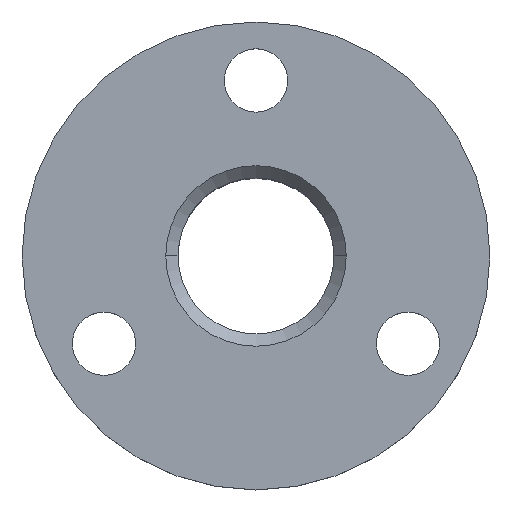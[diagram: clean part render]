
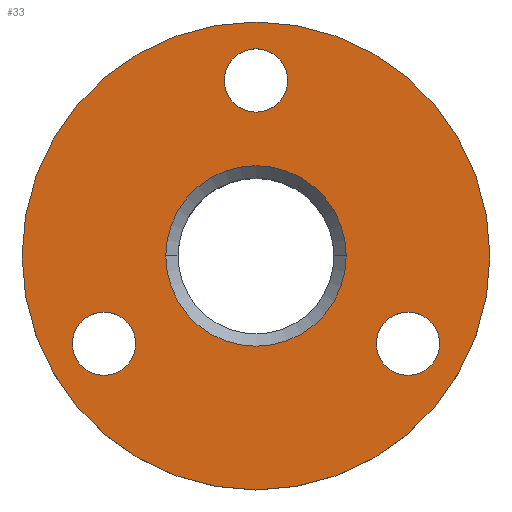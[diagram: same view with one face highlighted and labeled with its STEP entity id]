
A CAD part, top view. The second image highlights one B-rep face of the part: STEP entity #33.
In plain terms, the highlighted planar face has unit normal (0, 0, 1).
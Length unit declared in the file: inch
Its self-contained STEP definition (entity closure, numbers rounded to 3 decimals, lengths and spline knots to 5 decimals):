
#3 = CIRCLE ( 'NONE', #115, 0.10157 ) ;
#5 = CARTESIAN_POINT ( 'NONE',  ( -0.10177, 0.5627, 0.18898 ) ) ;
#27 = CARTESIAN_POINT ( 'NONE',  ( -0.00019, 0.0001, 0.18898 ) ) ;
#29 = VERTEX_POINT ( 'NONE', #579 ) ;
#33 = ADVANCED_FACE ( 'NONE', ( #648, #363, #330, #121, #175 ), #212, .F. ) ;
#66 = DIRECTION ( 'NONE',  ( -1., 0., 0. ) ) ;
#67 = EDGE_LOOP ( 'NONE', ( #590, #247 ) ) ;
#74 = DIRECTION ( 'NONE',  ( 0., 0., 1. ) ) ;
#77 = CIRCLE ( 'NONE', #265, 0.28937 ) ;
#82 = ORIENTED_EDGE ( 'NONE', *, *, #736, .F. ) ;
#102 = CARTESIAN_POINT ( 'NONE',  ( 0.38546, -0.2812, 0.18898 ) ) ;
#107 = ORIENTED_EDGE ( 'NONE', *, *, #147, .F. ) ;
#115 = AXIS2_PLACEMENT_3D ( 'NONE', #429, #684, #66 ) ;
#118 = DIRECTION ( 'NONE',  ( 0., 0., 1. ) ) ;
#121 = FACE_BOUND ( 'NONE', #535, .T. ) ;
#124 = CARTESIAN_POINT ( 'NONE',  ( -0.58899, -0.2812, 0.18898 ) ) ;
#147 = EDGE_CURVE ( 'NONE', #386, #609, #255, .T. ) ;
#167 = CARTESIAN_POINT ( 'NONE',  ( -0.00019, 0.5627, 0.18898 ) ) ;
#169 = DIRECTION ( 'NONE',  ( 1., 0., 0. ) ) ;
#173 = DIRECTION ( 'NONE',  ( 0., 0., 1. ) ) ;
#175 = FACE_BOUND ( 'NONE', #290, .T. ) ;
#190 = ORIENTED_EDGE ( 'NONE', *, *, #284, .F. ) ;
#212 = PLANE ( 'NONE',  #703 ) ;
#226 = AXIS2_PLACEMENT_3D ( 'NONE', #27, #450, #380 ) ;
#232 = CARTESIAN_POINT ( 'NONE',  ( 0.10138, 0.5627, 0.18898 ) ) ;
#234 = CARTESIAN_POINT ( 'NONE',  ( -0.00019, 0.0001, 0.18898 ) ) ;
#237 = EDGE_CURVE ( 'NONE', #580, #342, #266, .T. ) ;
#240 = DIRECTION ( 'NONE',  ( -1., 0., 0. ) ) ;
#247 = ORIENTED_EDGE ( 'NONE', *, *, #362, .F. ) ;
#255 = CIRCLE ( 'NONE', #680, 0.10157 ) ;
#260 = ORIENTED_EDGE ( 'NONE', *, *, #608, .F. ) ;
#265 = AXIS2_PLACEMENT_3D ( 'NONE', #234, #173, #169 ) ;
#266 = CIRCLE ( 'NONE', #416, 0.75 ) ;
#278 = VERTEX_POINT ( 'NONE', #102 ) ;
#281 = DIRECTION ( 'NONE',  ( 0., 0., 1. ) ) ;
#283 = CARTESIAN_POINT ( 'NONE',  ( -0.28956, 0.0001, 0.18898 ) ) ;
#284 = EDGE_CURVE ( 'NONE', #294, #509, #77, .T. ) ;
#288 = AXIS2_PLACEMENT_3D ( 'NONE', #693, #589, #739 ) ;
#290 = EDGE_LOOP ( 'NONE', ( #82, #190 ) ) ;
#291 = ORIENTED_EDGE ( 'NONE', *, *, #408, .F. ) ;
#294 = VERTEX_POINT ( 'NONE', #283 ) ;
#300 = AXIS2_PLACEMENT_3D ( 'NONE', #442, #591, #548 ) ;
#308 = CARTESIAN_POINT ( 'NONE',  ( -0.38584, -0.2812, 0.18898 ) ) ;
#313 = CIRCLE ( 'NONE', #722, 0.10157 ) ;
#324 = CIRCLE ( 'NONE', #512, 0.10157 ) ;
#330 = FACE_BOUND ( 'NONE', #461, .T. ) ;
#336 = CIRCLE ( 'NONE', #300, 0.75 ) ;
#342 = VERTEX_POINT ( 'NONE', #474 ) ;
#362 = EDGE_CURVE ( 'NONE', #29, #278, #550, .T. ) ;
#363 = FACE_BOUND ( 'NONE', #67, .T. ) ;
#368 = DIRECTION ( 'NONE',  ( -1., 0., 0. ) ) ;
#378 = DIRECTION ( 'NONE',  ( 0., 0., 1. ) ) ;
#380 = DIRECTION ( 'NONE',  ( 1., 0., 0. ) ) ;
#386 = VERTEX_POINT ( 'NONE', #232 ) ;
#396 = DIRECTION ( 'NONE',  ( -1., 0., 0. ) ) ;
#404 = DIRECTION ( 'NONE',  ( 1., 0., 0. ) ) ;
#408 = EDGE_CURVE ( 'NONE', #609, #386, #531, .T. ) ;
#411 = EDGE_CURVE ( 'NONE', #568, #451, #3, .T. ) ;
#416 = AXIS2_PLACEMENT_3D ( 'NONE', #720, #566, #404 ) ;
#429 = CARTESIAN_POINT ( 'NONE',  ( -0.48742, -0.2812, 0.18898 ) ) ;
#442 = CARTESIAN_POINT ( 'NONE',  ( -0.00019, 0.0001, 0.18898 ) ) ;
#450 = DIRECTION ( 'NONE',  ( 0., 0., 1. ) ) ;
#451 = VERTEX_POINT ( 'NONE', #124 ) ;
#461 = EDGE_LOOP ( 'NONE', ( #291, #107 ) ) ;
#468 = CIRCLE ( 'NONE', #226, 0.28937 ) ;
#474 = CARTESIAN_POINT ( 'NONE',  ( -0.75019, 0.0001, 0.18898 ) ) ;
#478 = CARTESIAN_POINT ( 'NONE',  ( 0.28918, 0.0001, 0.18898 ) ) ;
#486 = EDGE_LOOP ( 'NONE', ( #536, #260 ) ) ;
#490 = AXIS2_PLACEMENT_3D ( 'NONE', #524, #118, #240 ) ;
#509 = VERTEX_POINT ( 'NONE', #478 ) ;
#512 = AXIS2_PLACEMENT_3D ( 'NONE', #597, #74, #368 ) ;
#524 = CARTESIAN_POINT ( 'NONE',  ( 0.48703, -0.2812, 0.18898 ) ) ;
#531 = CIRCLE ( 'NONE', #288, 0.10157 ) ;
#535 = EDGE_LOOP ( 'NONE', ( #724, #544 ) ) ;
#536 = ORIENTED_EDGE ( 'NONE', *, *, #237, .F. ) ;
#538 = DIRECTION ( 'NONE',  ( -1., 0., 0. ) ) ;
#544 = ORIENTED_EDGE ( 'NONE', *, *, #411, .F. ) ;
#545 = CARTESIAN_POINT ( 'NONE',  ( 0.74981, 0.0001, 0.18898 ) ) ;
#548 = DIRECTION ( 'NONE',  ( 1., 0., 0. ) ) ;
#550 = CIRCLE ( 'NONE', #490, 0.10157 ) ;
#566 = DIRECTION ( 'NONE',  ( 0., 0., -1. ) ) ;
#568 = VERTEX_POINT ( 'NONE', #308 ) ;
#579 = CARTESIAN_POINT ( 'NONE',  ( 0.58861, -0.2812, 0.18898 ) ) ;
#580 = VERTEX_POINT ( 'NONE', #545 ) ;
#589 = DIRECTION ( 'NONE',  ( 0., 0., 1. ) ) ;
#590 = ORIENTED_EDGE ( 'NONE', *, *, #647, .F. ) ;
#591 = DIRECTION ( 'NONE',  ( 0., 0., -1. ) ) ;
#595 = EDGE_CURVE ( 'NONE', #451, #568, #324, .T. ) ;
#597 = CARTESIAN_POINT ( 'NONE',  ( -0.48742, -0.2812, 0.18898 ) ) ;
#603 = DIRECTION ( 'NONE',  ( 0., 0., -1. ) ) ;
#605 = CARTESIAN_POINT ( 'NONE',  ( -0.00019, 0.0001, 0.18898 ) ) ;
#608 = EDGE_CURVE ( 'NONE', #342, #580, #336, .T. ) ;
#609 = VERTEX_POINT ( 'NONE', #5 ) ;
#644 = CARTESIAN_POINT ( 'NONE',  ( 0.48703, -0.2812, 0.18898 ) ) ;
#647 = EDGE_CURVE ( 'NONE', #278, #29, #313, .T. ) ;
#648 = FACE_OUTER_BOUND ( 'NONE', #486, .T. ) ;
#680 = AXIS2_PLACEMENT_3D ( 'NONE', #167, #281, #725 ) ;
#684 = DIRECTION ( 'NONE',  ( 0., 0., 1. ) ) ;
#693 = CARTESIAN_POINT ( 'NONE',  ( -0.00019, 0.5627, 0.18898 ) ) ;
#703 = AXIS2_PLACEMENT_3D ( 'NONE', #605, #603, #396 ) ;
#720 = CARTESIAN_POINT ( 'NONE',  ( -0.00019, 0.0001, 0.18898 ) ) ;
#722 = AXIS2_PLACEMENT_3D ( 'NONE', #644, #378, #538 ) ;
#724 = ORIENTED_EDGE ( 'NONE', *, *, #595, .F. ) ;
#725 = DIRECTION ( 'NONE',  ( -1., 0., 0. ) ) ;
#736 = EDGE_CURVE ( 'NONE', #509, #294, #468, .T. ) ;
#739 = DIRECTION ( 'NONE',  ( -1., 0., 0. ) ) ;
